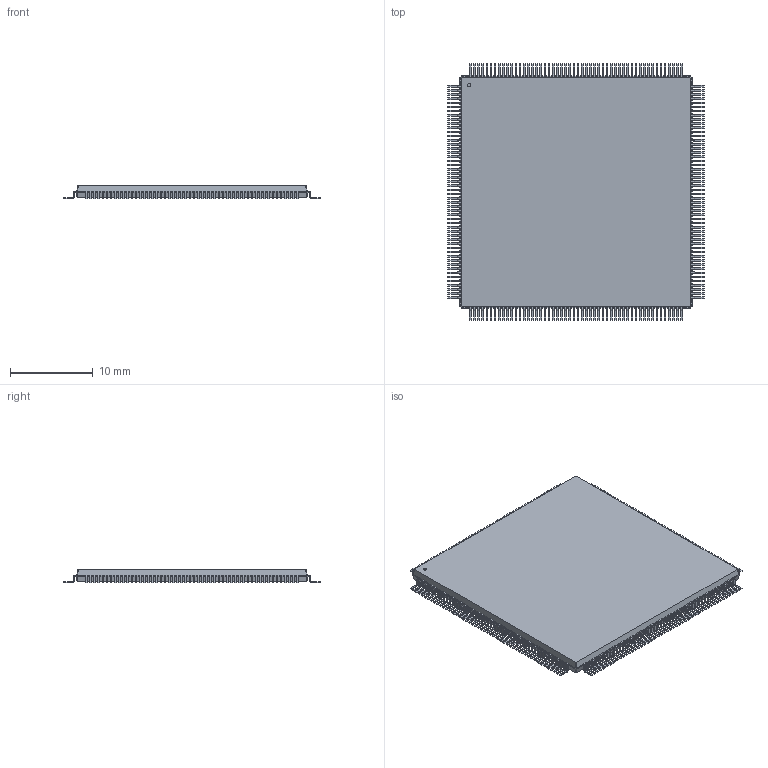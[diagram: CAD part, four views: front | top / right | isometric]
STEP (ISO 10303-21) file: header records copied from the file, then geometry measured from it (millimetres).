
FILE_DESCRIPTION(/* description */ ('model of PQFP-208_28x28mm_P0.5mm'),/* implementation_level */ '2;1');
FILE_NAME(/* name */ 'PQFP-208_28x28mm_P0.5mm.step',/* time_stamp */ '2018-11-04T15:08:06',/* author */ ('kicad StepUp','ksu'),/* organization */ ('FreeCAD'),/* preprocessor_version */ 'OCC',/* originating_system */ 'kicad StepUp',/* authorisation */ '');
FILE_SCHEMA(('AUTOMOTIVE_DESIGN { 1 0 10303 214 1 1 1 1 }'));
Products named in the file (1): PQFP_208_28x28mm_P05mm
Bounding box: 30.93 x 30.93 x 1.6 mm (x, y, z)
Volume: 1167.4 mm3; surface area: 1971.4 mm2
Topology: 1 solids, 1 shells, 3156 faces, 8603 edges, 5450 vertices
Faces by surface type: plane 2091, cylinder 833, bspline 232
Full cylindrical faces by diameter (mm): 0.4 x1
Entity records: 120119 total; most frequent: CARTESIAN_POINT 17938, ORIENTED_EDGE 17206, DIRECTION 16087, EDGE_CURVE 8603, LINE 6905, VECTOR 6905, VERTEX_POINT 5450, AXIS2_PLACEMENT_3D 4591
